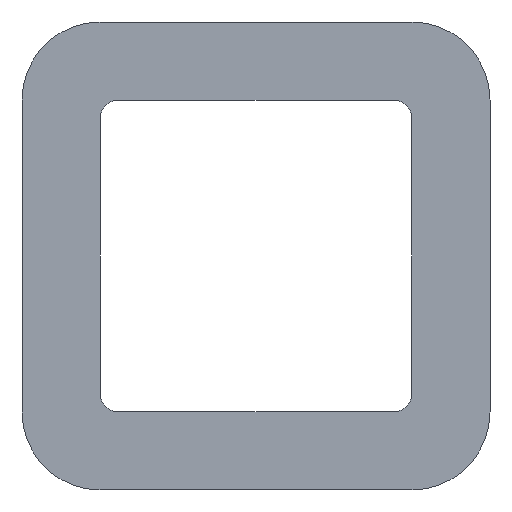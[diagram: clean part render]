
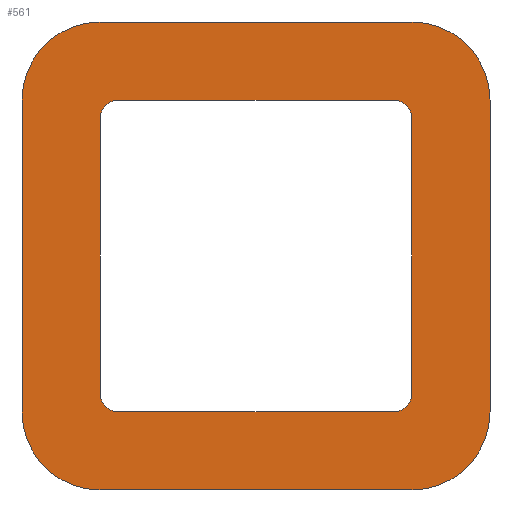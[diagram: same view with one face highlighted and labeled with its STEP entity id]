
A CAD part, front view. The second image highlights one B-rep face of the part: STEP entity #561.
In plain terms, the highlighted planar face has unit normal (0, -1, 0).
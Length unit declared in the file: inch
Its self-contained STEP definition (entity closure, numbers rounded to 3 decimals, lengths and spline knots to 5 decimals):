
#24=CARTESIAN_POINT('',(11.62305,5.86609,0.22));
#25=VERTEX_POINT('',#24);
#26=CARTESIAN_POINT('',(11.59305,5.86609,0.25));
#27=VERTEX_POINT('',#26);
#28=CARTESIAN_POINT('',(11.59305,5.86609,0.22));
#29=DIRECTION('',(0.,-1.,0.));
#30=DIRECTION('',(1.,0.,0.));
#31=AXIS2_PLACEMENT_3D('',#28,#29,#30);
#32=CIRCLE('',#31,0.03);
#33=EDGE_CURVE('',#25,#27,#32,.T.);
#66=CARTESIAN_POINT('',(11.15305,5.86609,0.25));
#67=VERTEX_POINT('',#66);
#68=CARTESIAN_POINT('',(11.59305,5.86609,0.25));
#69=DIRECTION('',(-1.,0.,0.));
#70=VECTOR('',#69,1.);
#71=LINE('',#68,#70);
#72=EDGE_CURVE('',#27,#67,#71,.T.);
#97=CARTESIAN_POINT('',(11.12305,5.86609,0.22));
#98=VERTEX_POINT('',#97);
#99=CARTESIAN_POINT('',(11.15305,5.86609,0.22));
#100=DIRECTION('',(0.,-1.,0.));
#101=DIRECTION('',(1.,0.,0.));
#102=AXIS2_PLACEMENT_3D('',#99,#100,#101);
#103=CIRCLE('',#102,0.03);
#104=EDGE_CURVE('',#67,#98,#103,.T.);
#130=CARTESIAN_POINT('',(11.12305,5.86609,-0.22));
#131=VERTEX_POINT('',#130);
#132=CARTESIAN_POINT('',(11.12305,5.86609,-0.22));
#133=DIRECTION('',(0.,0.,-1.));
#134=VECTOR('',#133,1.);
#135=LINE('',#132,#134);
#136=EDGE_CURVE('',#98,#131,#135,.T.);
#161=CARTESIAN_POINT('',(11.15305,5.86609,-0.25));
#162=VERTEX_POINT('',#161);
#163=CARTESIAN_POINT('',(11.15305,5.86609,-0.22));
#164=DIRECTION('',(0.,-1.,0.));
#165=DIRECTION('',(1.,0.,0.));
#166=AXIS2_PLACEMENT_3D('',#163,#164,#165);
#167=CIRCLE('',#166,0.03);
#168=EDGE_CURVE('',#131,#162,#167,.T.);
#194=CARTESIAN_POINT('',(11.59305,5.86609,-0.25));
#195=VERTEX_POINT('',#194);
#196=CARTESIAN_POINT('',(11.59305,5.86609,-0.25));
#197=DIRECTION('',(1.,0.,0.));
#198=VECTOR('',#197,1.);
#199=LINE('',#196,#198);
#200=EDGE_CURVE('',#162,#195,#199,.T.);
#225=CARTESIAN_POINT('',(11.62305,5.86609,-0.22));
#226=VERTEX_POINT('',#225);
#227=CARTESIAN_POINT('',(11.59305,5.86609,-0.22));
#228=DIRECTION('',(0.,-1.,0.));
#229=DIRECTION('',(1.,0.,0.));
#230=AXIS2_PLACEMENT_3D('',#227,#228,#229);
#231=CIRCLE('',#230,0.03);
#232=EDGE_CURVE('',#195,#226,#231,.T.);
#258=CARTESIAN_POINT('',(11.62305,5.86609,-0.22));
#259=DIRECTION('',(0.,0.,1.));
#260=VECTOR('',#259,1.);
#261=LINE('',#258,#260);
#262=EDGE_CURVE('',#226,#25,#261,.T.);
#280=CARTESIAN_POINT('',(10.99805,5.86609,0.25));
#281=VERTEX_POINT('',#280);
#282=CARTESIAN_POINT('',(11.12305,5.86609,0.375));
#283=VERTEX_POINT('',#282);
#284=CARTESIAN_POINT('',(11.12305,5.86609,0.25));
#285=DIRECTION('',(0.,1.,0.));
#286=DIRECTION('',(1.,0.,0.));
#287=AXIS2_PLACEMENT_3D('',#284,#285,#286);
#288=CIRCLE('',#287,0.125);
#289=EDGE_CURVE('',#281,#283,#288,.T.);
#322=CARTESIAN_POINT('',(11.62305,5.86609,0.375));
#323=VERTEX_POINT('',#322);
#324=CARTESIAN_POINT('',(11.62305,5.86609,0.375));
#325=DIRECTION('',(1.,0.,0.));
#326=VECTOR('',#325,1.);
#327=LINE('',#324,#326);
#328=EDGE_CURVE('',#283,#323,#327,.T.);
#353=CARTESIAN_POINT('',(11.74805,5.86609,0.25));
#354=VERTEX_POINT('',#353);
#355=CARTESIAN_POINT('',(11.62305,5.86609,0.25));
#356=DIRECTION('',(0.,1.,0.));
#357=DIRECTION('',(1.,0.,0.));
#358=AXIS2_PLACEMENT_3D('',#355,#356,#357);
#359=CIRCLE('',#358,0.125);
#360=EDGE_CURVE('',#323,#354,#359,.T.);
#386=CARTESIAN_POINT('',(11.74805,5.86609,-0.25));
#387=VERTEX_POINT('',#386);
#388=CARTESIAN_POINT('',(11.74805,5.86609,-0.25));
#389=DIRECTION('',(0.,0.,-1.));
#390=VECTOR('',#389,1.);
#391=LINE('',#388,#390);
#392=EDGE_CURVE('',#354,#387,#391,.T.);
#417=CARTESIAN_POINT('',(11.62305,5.86609,-0.375));
#418=VERTEX_POINT('',#417);
#419=CARTESIAN_POINT('',(11.62305,5.86609,-0.25));
#420=DIRECTION('',(0.,1.,0.));
#421=DIRECTION('',(1.,0.,0.));
#422=AXIS2_PLACEMENT_3D('',#419,#420,#421);
#423=CIRCLE('',#422,0.125);
#424=EDGE_CURVE('',#387,#418,#423,.T.);
#450=CARTESIAN_POINT('',(11.12305,5.86609,-0.375));
#451=VERTEX_POINT('',#450);
#452=CARTESIAN_POINT('',(11.62305,5.86609,-0.375));
#453=DIRECTION('',(-1.,0.,0.));
#454=VECTOR('',#453,1.);
#455=LINE('',#452,#454);
#456=EDGE_CURVE('',#418,#451,#455,.T.);
#481=CARTESIAN_POINT('',(10.99805,5.86609,-0.25));
#482=VERTEX_POINT('',#481);
#483=CARTESIAN_POINT('',(11.12305,5.86609,-0.25));
#484=DIRECTION('',(0.,1.,0.));
#485=DIRECTION('',(1.,0.,0.));
#486=AXIS2_PLACEMENT_3D('',#483,#484,#485);
#487=CIRCLE('',#486,0.125);
#488=EDGE_CURVE('',#451,#482,#487,.T.);
#514=CARTESIAN_POINT('',(10.99805,5.86609,-0.25));
#515=DIRECTION('',(0.,0.,1.));
#516=VECTOR('',#515,1.);
#517=LINE('',#514,#516);
#518=EDGE_CURVE('',#482,#281,#517,.T.);
#536=ORIENTED_EDGE('',*,*,#289,.F.);
#537=ORIENTED_EDGE('',*,*,#518,.F.);
#538=ORIENTED_EDGE('',*,*,#488,.F.);
#539=ORIENTED_EDGE('',*,*,#456,.F.);
#540=ORIENTED_EDGE('',*,*,#424,.F.);
#541=ORIENTED_EDGE('',*,*,#392,.F.);
#542=ORIENTED_EDGE('',*,*,#360,.F.);
#543=ORIENTED_EDGE('',*,*,#328,.F.);
#544=EDGE_LOOP('',(#536,#537,#538,#539,#540,#541,#542,#543));
#545=FACE_OUTER_BOUND('',#544,.T.);
#546=ORIENTED_EDGE('',*,*,#33,.F.);
#547=ORIENTED_EDGE('',*,*,#262,.F.);
#548=ORIENTED_EDGE('',*,*,#232,.F.);
#549=ORIENTED_EDGE('',*,*,#200,.F.);
#550=ORIENTED_EDGE('',*,*,#168,.F.);
#551=ORIENTED_EDGE('',*,*,#136,.F.);
#552=ORIENTED_EDGE('',*,*,#104,.F.);
#553=ORIENTED_EDGE('',*,*,#72,.F.);
#554=EDGE_LOOP('',(#546,#547,#548,#549,#550,#551,#552,#553));
#555=FACE_BOUND('',#554,.T.);
#556=CARTESIAN_POINT('',(11.62305,5.86609,-0.08258));
#557=DIRECTION('',(0.,-1.,0.));
#558=DIRECTION('',(1.,0.,0.));
#559=AXIS2_PLACEMENT_3D('',#556,#557,#558);
#560=PLANE('',#559);
#561=ADVANCED_FACE('',(#545,#555),#560,.T.);
